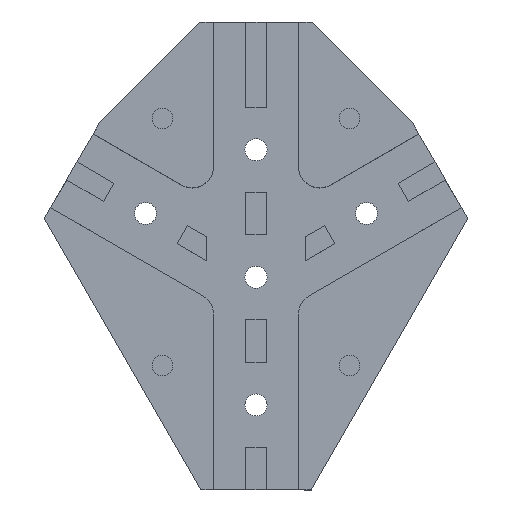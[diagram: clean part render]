
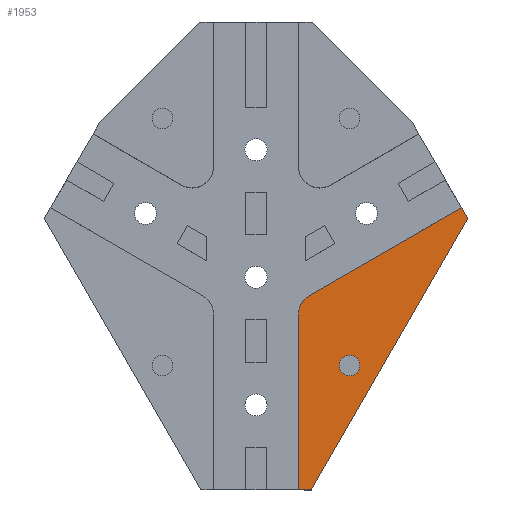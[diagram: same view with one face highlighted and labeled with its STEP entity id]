
A CAD part, top view. The second image highlights one B-rep face of the part: STEP entity #1953.
In plain terms, the highlighted planar face has unit normal (0, 0, 1).
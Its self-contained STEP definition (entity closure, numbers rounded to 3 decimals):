
#39=FACE_BOUND('',#309,.T.);
#85=PLANE('',#2113);
#181=FACE_OUTER_BOUND('',#308,.T.);
#308=EDGE_LOOP('',(#1560,#1561,#1562,#1563,#1564,#1565));
#309=EDGE_LOOP('',(#1566));
#379=LINE('',#2734,#604);
#475=LINE('',#2993,#700);
#479=LINE('',#3005,#704);
#481=LINE('',#3008,#706);
#482=LINE('',#3009,#707);
#604=VECTOR('',#2205,10.);
#700=VECTOR('',#2453,10.);
#704=VECTOR('',#2465,10.);
#706=VECTOR('',#2469,10.);
#707=VECTOR('',#2470,10.);
#831=CIRCLE('',#2030,2.4);
#867=CIRCLE('',#2111,5.);
#881=VERTEX_POINT('',#2726);
#883=VERTEX_POINT('',#2732);
#884=VERTEX_POINT('',#2733);
#970=VERTEX_POINT('',#2990);
#971=VERTEX_POINT('',#2992);
#973=VERTEX_POINT('',#2998);
#975=VERTEX_POINT('',#3004);
#1062=EDGE_CURVE('',#881,#881,#831,.T.);
#1065=EDGE_CURVE('',#883,#884,#379,.T.);
#1194=EDGE_CURVE('',#971,#970,#475,.T.);
#1197=EDGE_CURVE('',#973,#971,#867,.T.);
#1200=EDGE_CURVE('',#975,#973,#479,.T.);
#1202=EDGE_CURVE('',#883,#975,#481,.T.);
#1203=EDGE_CURVE('',#970,#884,#482,.T.);
#1560=ORIENTED_EDGE('',*,*,#1202,.T.);
#1561=ORIENTED_EDGE('',*,*,#1200,.T.);
#1562=ORIENTED_EDGE('',*,*,#1197,.T.);
#1563=ORIENTED_EDGE('',*,*,#1194,.T.);
#1564=ORIENTED_EDGE('',*,*,#1203,.T.);
#1565=ORIENTED_EDGE('',*,*,#1065,.F.);
#1566=ORIENTED_EDGE('',*,*,#1062,.T.);
#1953=ADVANCED_FACE('',(#181,#39),#85,.T.);
#2030=AXIS2_PLACEMENT_3D('',#2727,#2198,#2199);
#2111=AXIS2_PLACEMENT_3D('',#2999,#2459,#2460);
#2113=AXIS2_PLACEMENT_3D('',#3007,#2467,#2468);
#2198=DIRECTION('center_axis',(0.,0.,-1.));
#2199=DIRECTION('ref_axis',(-1.,0.,0.));
#2205=DIRECTION('',(-0.5,-0.866,0.));
#2453=DIRECTION('',(0.,-1.,0.));
#2459=DIRECTION('center_axis',(0.,0.,1.));
#2460=DIRECTION('ref_axis',(-0.5,0.866,0.));
#2465=DIRECTION('',(-0.866,-0.5,0.));
#2467=DIRECTION('center_axis',(0.,0.,1.));
#2468=DIRECTION('ref_axis',(-1.,0.,0.));
#2469=DIRECTION('',(-0.5,0.866,0.));
#2470=DIRECTION('',(1.,0.,0.));
#2726=CARTESIAN_POINT('',(24.4,-20.774,21.));
#2727=CARTESIAN_POINT('Origin',(22.,-20.774,21.));
#2732=CARTESIAN_POINT('',(49.801,13.742,21.));
#2733=CARTESIAN_POINT('',(13.,-50.,21.));
#2734=CARTESIAN_POINT('',(49.801,13.742,21.));
#2990=CARTESIAN_POINT('',(10.,-50.,21.));
#2992=CARTESIAN_POINT('',(10.,-8.66,21.));
#2993=CARTESIAN_POINT('',(10.,-50.,21.));
#2998=CARTESIAN_POINT('',(12.5,-4.33,21.));
#2999=CARTESIAN_POINT('Origin',(15.,-8.66,21.));
#3004=CARTESIAN_POINT('',(48.301,16.34,21.));
#3005=CARTESIAN_POINT('',(12.5,-4.33,21.));
#3007=CARTESIAN_POINT('Origin',(29.901,-16.83,21.));
#3008=CARTESIAN_POINT('',(49.801,13.742,21.));
#3009=CARTESIAN_POINT('',(10.,-50.,21.));
